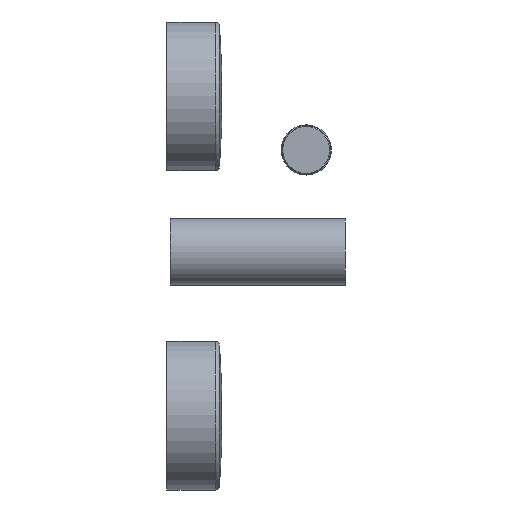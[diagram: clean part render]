
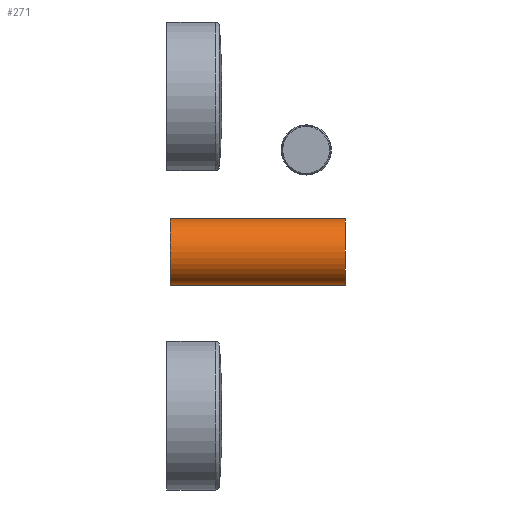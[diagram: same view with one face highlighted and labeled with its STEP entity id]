
A CAD part, top view. The second image highlights one B-rep face of the part: STEP entity #271.
In plain terms, the highlighted cylindrical face has radius 15.65 mm (diameter 31.3 mm), a full revolution.
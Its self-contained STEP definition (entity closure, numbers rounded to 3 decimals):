
#77=CYLINDRICAL_SURFACE('',#417,15.65);
#83=ORIENTED_EDGE('',*,*,#123,.F.);
#84=ORIENTED_EDGE('',*,*,#122,.T.);
#122=EDGE_CURVE('',#142,#142,#162,.T.);
#123=EDGE_CURVE('',#143,#143,#163,.T.);
#142=VERTEX_POINT('',#585);
#143=VERTEX_POINT('',#588);
#162=CIRCLE('',#416,15.65);
#163=CIRCLE('',#418,15.65);
#183=EDGE_LOOP('',(#83));
#184=EDGE_LOOP('',(#84));
#223=FACE_BOUND('',#183,.T.);
#224=FACE_BOUND('',#184,.T.);
#271=ADVANCED_FACE('',(#223,#224),#77,.T.);
#416=AXIS2_PLACEMENT_3D('',#584,#474,#475);
#417=AXIS2_PLACEMENT_3D('',#586,#476,#477);
#418=AXIS2_PLACEMENT_3D('',#587,#478,#479);
#474=DIRECTION('',(1.,0.,0.));
#475=DIRECTION('',(0.,1.,0.));
#476=DIRECTION('',(1.,0.,0.));
#477=DIRECTION('',(0.,1.,0.));
#478=DIRECTION('',(1.,0.,0.));
#479=DIRECTION('',(0.,1.,0.));
#584=CARTESIAN_POINT('',(-64.,0.,990.65));
#585=CARTESIAN_POINT('',(-64.,15.65,990.65));
#586=CARTESIAN_POINT('',(18.3,0.,990.65));
#587=CARTESIAN_POINT('',(18.3,0.,990.65));
#588=CARTESIAN_POINT('',(18.3,15.65,990.65));
